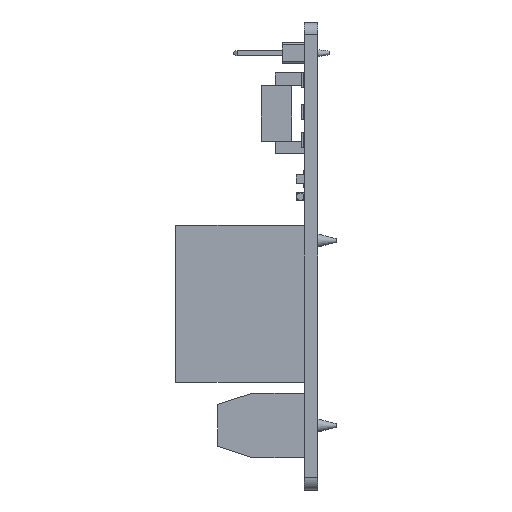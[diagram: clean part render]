
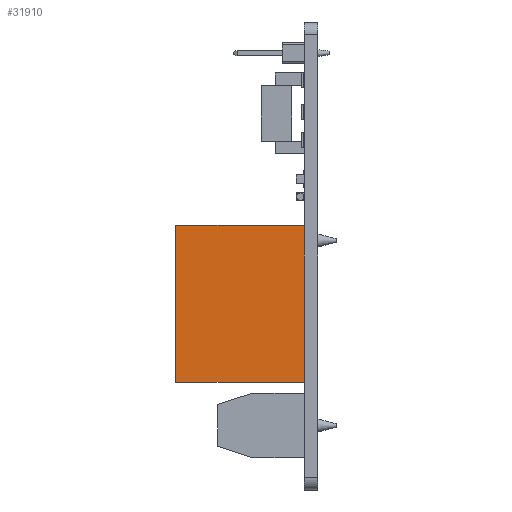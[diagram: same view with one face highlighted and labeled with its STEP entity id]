
A CAD part, left-side view. The second image highlights one B-rep face of the part: STEP entity #31910.
In plain terms, the highlighted planar face has unit normal (-1, 0, 0).
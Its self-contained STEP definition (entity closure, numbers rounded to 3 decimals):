
#913=PLANE('',#34231);
#4470=FACE_OUTER_BOUND('',#6403,.T.);
#6403=EDGE_LOOP('',(#25675,#25676,#25677,#25678));
#9034=LINE('',#47727,#12643);
#9035=LINE('',#47729,#12644);
#9036=LINE('',#47731,#12645);
#9037=LINE('',#47732,#12646);
#12643=VECTOR('',#38882,1000.);
#12644=VECTOR('',#38883,1000.);
#12645=VECTOR('',#38884,1000.);
#12646=VECTOR('',#38885,1000.);
#16536=VERTEX_POINT('',#47725);
#16537=VERTEX_POINT('',#47726);
#16538=VERTEX_POINT('',#47728);
#16539=VERTEX_POINT('',#47730);
#19901=EDGE_CURVE('',#16536,#16537,#9034,.T.);
#19902=EDGE_CURVE('',#16538,#16536,#9035,.T.);
#19903=EDGE_CURVE('',#16538,#16539,#9036,.T.);
#19904=EDGE_CURVE('',#16539,#16537,#9037,.T.);
#25675=ORIENTED_EDGE('',*,*,#19901,.F.);
#25676=ORIENTED_EDGE('',*,*,#19902,.F.);
#25677=ORIENTED_EDGE('',*,*,#19903,.T.);
#25678=ORIENTED_EDGE('',*,*,#19904,.T.);
#31910=ADVANCED_FACE('',(#4470),#913,.T.);
#34231=AXIS2_PLACEMENT_3D('',#47724,#38880,#38881);
#38880=DIRECTION('center_axis',(-1.,0.,0.));
#38881=DIRECTION('ref_axis',(0.,0.,1.));
#38882=DIRECTION('',(0.,0.,-1.));
#38883=DIRECTION('',(0.,-1.,0.));
#38884=DIRECTION('',(0.,0.,-1.));
#38885=DIRECTION('',(0.,-1.,0.));
#47724=CARTESIAN_POINT('Origin',(-51.,17.,0.));
#47725=CARTESIAN_POINT('',(-51.,1.6,3.65));
#47726=CARTESIAN_POINT('',(-51.,1.6,-15.1));
#47727=CARTESIAN_POINT('',(-51.,1.6,0.));
#47728=CARTESIAN_POINT('',(-51.,17.,3.65));
#47729=CARTESIAN_POINT('',(-51.,17.,3.65));
#47730=CARTESIAN_POINT('',(-51.,17.,-15.1));
#47731=CARTESIAN_POINT('',(-51.,17.,0.));
#47732=CARTESIAN_POINT('',(-51.,17.,-15.1));
